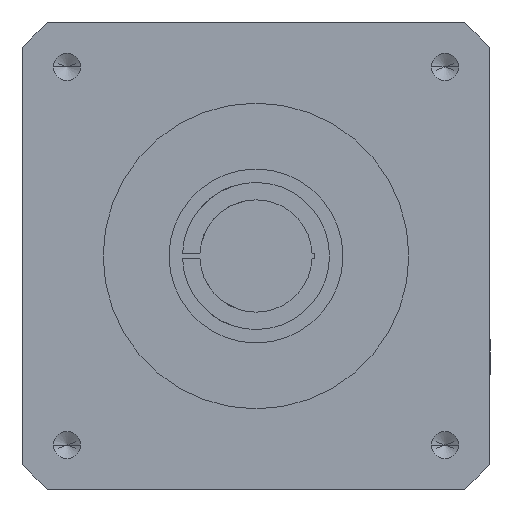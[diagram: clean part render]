
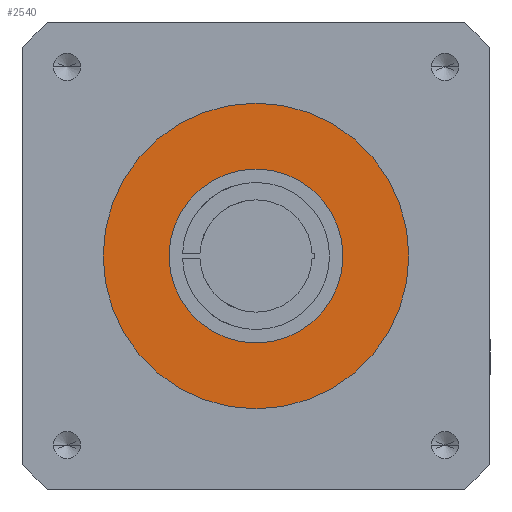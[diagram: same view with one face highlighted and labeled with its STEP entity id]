
A CAD part, front view. The second image highlights one B-rep face of the part: STEP entity #2540.
In plain terms, the highlighted face is planar.
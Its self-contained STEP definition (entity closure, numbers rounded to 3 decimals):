
#342 = EDGE_CURVE ( 'NONE', #3473, #3986, #3333, .T. ) ;
#357 = DIRECTION ( 'NONE',  ( 0., 0., 1. ) ) ;
#382 = CARTESIAN_POINT ( 'NONE',  ( 0., 70., -32.5 ) ) ;
#602 = FACE_BOUND ( 'NONE', #4894, .T. ) ;
#616 = AXIS2_PLACEMENT_3D ( 'NONE', #3748, #4184, #357 ) ;
#637 = DIRECTION ( 'NONE',  ( 0., 1., 0. ) ) ;
#732 = AXIS2_PLACEMENT_3D ( 'NONE', #1021, #2393, #4038 ) ;
#835 = PLANE ( 'NONE',  #4841 ) ;
#1021 = CARTESIAN_POINT ( 'NONE',  ( 0., 70., 0. ) ) ;
#1175 = VERTEX_POINT ( 'NONE', #3680 ) ;
#1253 = ORIENTED_EDGE ( 'NONE', *, *, #342, .T. ) ;
#1365 = CARTESIAN_POINT ( 'NONE',  ( 0., 70., -57.15 ) ) ;
#1455 = EDGE_LOOP ( 'NONE', ( #3929, #1253 ) ) ;
#1609 = FACE_OUTER_BOUND ( 'NONE', #1455, .T. ) ;
#1640 = VERTEX_POINT ( 'NONE', #382 ) ;
#2089 = AXIS2_PLACEMENT_3D ( 'NONE', #3251, #637, #4584 ) ;
#2393 = DIRECTION ( 'NONE',  ( 0., 1., 0. ) ) ;
#2540 = ADVANCED_FACE ( 'NONE', ( #602, #1609 ), #835, .T. ) ;
#3001 = EDGE_CURVE ( 'NONE', #1175, #1640, #4093, .T. ) ;
#3009 = CARTESIAN_POINT ( 'NONE',  ( 0., 70., 0. ) ) ;
#3040 = DIRECTION ( 'NONE',  ( 0., 1., 0. ) ) ;
#3206 = AXIS2_PLACEMENT_3D ( 'NONE', #3673, #4535, #4967 ) ;
#3222 = CIRCLE ( 'NONE', #3206, 32.5 ) ;
#3251 = CARTESIAN_POINT ( 'NONE',  ( 0., 70., 0. ) ) ;
#3333 = CIRCLE ( 'NONE', #732, 57.15 ) ;
#3473 = VERTEX_POINT ( 'NONE', #1365 ) ;
#3488 = CIRCLE ( 'NONE', #616, 57.15 ) ;
#3673 = CARTESIAN_POINT ( 'NONE',  ( 0., 70., 0. ) ) ;
#3680 = CARTESIAN_POINT ( 'NONE',  ( 0., 70., 32.5 ) ) ;
#3748 = CARTESIAN_POINT ( 'NONE',  ( 0., 70., 0. ) ) ;
#3855 = DIRECTION ( 'NONE',  ( 0., 0., 1. ) ) ;
#3856 = EDGE_CURVE ( 'NONE', #1640, #1175, #3222, .T. ) ;
#3929 = ORIENTED_EDGE ( 'NONE', *, *, #4187, .T. ) ;
#3986 = VERTEX_POINT ( 'NONE', #4118 ) ;
#4038 = DIRECTION ( 'NONE',  ( 0., 0., 1. ) ) ;
#4093 = CIRCLE ( 'NONE', #2089, 32.5 ) ;
#4118 = CARTESIAN_POINT ( 'NONE',  ( 0., 70., 57.15 ) ) ;
#4184 = DIRECTION ( 'NONE',  ( 0., 1., 0. ) ) ;
#4187 = EDGE_CURVE ( 'NONE', #3986, #3473, #3488, .T. ) ;
#4452 = ORIENTED_EDGE ( 'NONE', *, *, #3856, .F. ) ;
#4535 = DIRECTION ( 'NONE',  ( 0., 1., 0. ) ) ;
#4584 = DIRECTION ( 'NONE',  ( 0., 0., 1. ) ) ;
#4841 = AXIS2_PLACEMENT_3D ( 'NONE', #3009, #3040, #3855 ) ;
#4894 = EDGE_LOOP ( 'NONE', ( #5102, #4452 ) ) ;
#4967 = DIRECTION ( 'NONE',  ( 0., 0., 1. ) ) ;
#5102 = ORIENTED_EDGE ( 'NONE', *, *, #3001, .F. ) ;
